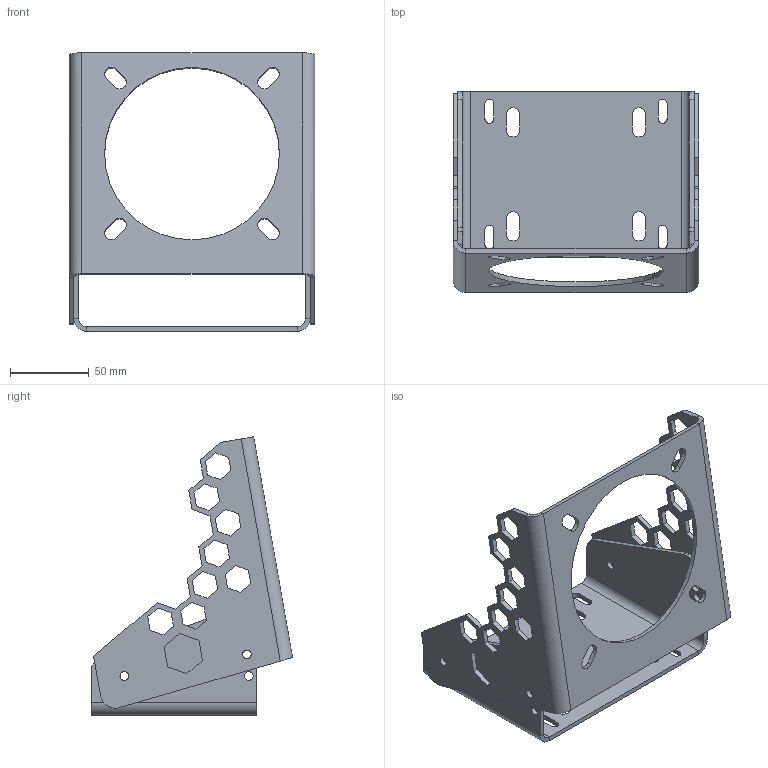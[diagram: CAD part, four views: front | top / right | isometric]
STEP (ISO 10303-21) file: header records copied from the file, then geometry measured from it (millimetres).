
FILE_DESCRIPTION(/* description */ ('STEP AP242','CAx-IF Rec.Pracs.---Representation and Presentation of Product Manufacturing Information (PMI)---4.0---2014-10-13','CAx-IF Rec.Pracs.---3D Tessellated Geometry---0.4---2014-09-14','2;1'),/* implementation_level */ '2;1');
FILE_NAME(/* name */ '63879bfd3cd4580039039565',/* time_stamp */ '2022-11-30T18:07:58+00:00',/* author */ (''),/* organization */ (''),/* preprocessor_version */ 'ST-DEVELOPER v18.102',/* originating_system */ ' ',/* authorisation */ ' ');
FILE_SCHEMA (('AP242_MANAGED_MODEL_BASED_3D_ENGINEERING_MIM_LF { 1 0 10303 442 1 1 4 }'));
Length unit declared in the file: metre
Products named in the file (2): SC2 Bracket - Motor Mount; SC2 Bracket - Rig Mount
Bounding box: 156 x 127.59 x 176.78 mm (x, y, z)
Volume: 153743 mm3; surface area: 114066.1 mm2
Topology: 2 solids, 2 shells, 253 faces, 715 edges, 466 vertices
Faces by surface type: plane 194, cylinder 57, bspline 2
Full cylindrical faces by diameter (mm): 5.5 x16, 111 x1
Entity records: 8528 total; most frequent: CARTESIAN_POINT 1735, ORIENTED_EDGE 1396, DIRECTION 1306, EDGE_CURVE 698, LINE 580, VECTOR 580, VERTEX_POINT 466, EDGE_LOOP 364
